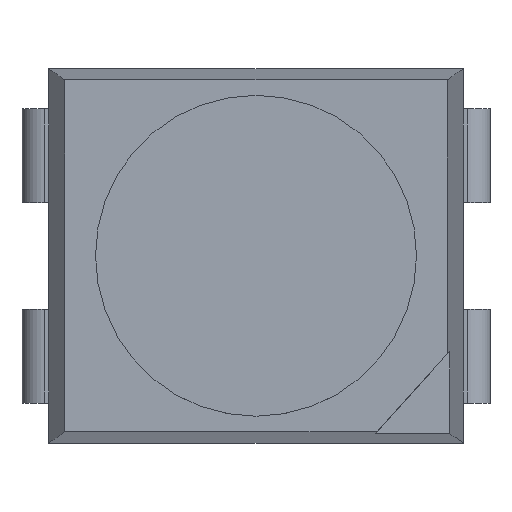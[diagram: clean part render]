
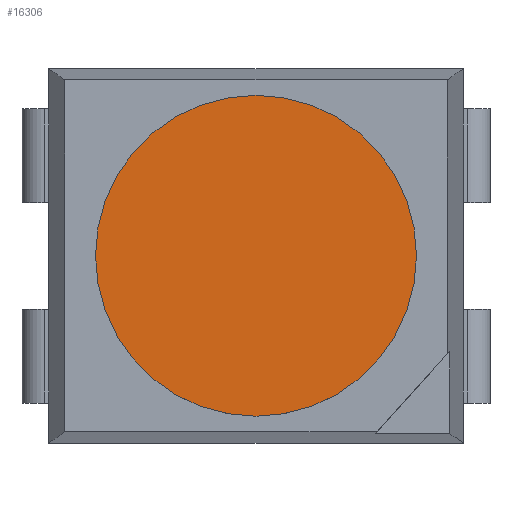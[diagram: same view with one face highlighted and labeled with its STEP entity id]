
A CAD part, top view. The second image highlights one B-rep face of the part: STEP entity #16306.
In plain terms, the highlighted planar face has unit normal (0, 0, 1).
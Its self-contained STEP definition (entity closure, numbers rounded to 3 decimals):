
#66 = EDGE_CURVE('',#67,#69,#71,.T.);
#67 = VERTEX_POINT('',#68);
#68 = CARTESIAN_POINT('',(1.2,0.,1.88));
#69 = VERTEX_POINT('',#70);
#70 = CARTESIAN_POINT('',(-1.2,0.,1.88));
#71 = SURFACE_CURVE('',#72,(#77,#89),.PCURVE_S1.);
#72 = CIRCLE('',#73,1.2);
#73 = AXIS2_PLACEMENT_3D('',#74,#75,#76);
#74 = CARTESIAN_POINT('',(0.,0.,1.88));
#75 = DIRECTION('',(0.,0.,1.));
#76 = DIRECTION('',(1.,0.,-0.));
#77 = PCURVE('',#78,#83);
#78 = CYLINDRICAL_SURFACE('',#79,1.2);
#79 = AXIS2_PLACEMENT_3D('',#80,#81,#82);
#80 = CARTESIAN_POINT('',(0.,0.,1.88));
#81 = DIRECTION('',(-0.,-0.,-1.));
#82 = DIRECTION('',(-1.,0.,0.));
#83 = DEFINITIONAL_REPRESENTATION('',(#84),#88);
#84 = LINE('',#85,#86);
#85 = CARTESIAN_POINT('',(3.142,0.));
#86 = VECTOR('',#87,1.);
#87 = DIRECTION('',(-1.,0.));
#88 = ( GEOMETRIC_REPRESENTATION_CONTEXT(2) 
PARAMETRIC_REPRESENTATION_CONTEXT() REPRESENTATION_CONTEXT('2D SPACE',''
  ) );
#89 = PCURVE('',#90,#95);
#90 = PLANE('',#91);
#91 = AXIS2_PLACEMENT_3D('',#92,#93,#94);
#92 = CARTESIAN_POINT('',(0.,0.,1.88));
#93 = DIRECTION('',(0.,0.,1.));
#94 = DIRECTION('',(1.,0.,-0.));
#95 = DEFINITIONAL_REPRESENTATION('',(#96),#100);
#96 = CIRCLE('',#97,1.2);
#97 = AXIS2_PLACEMENT_2D('',#98,#99);
#98 = CARTESIAN_POINT('',(0.,0.));
#99 = DIRECTION('',(1.,0.));
#100 = ( GEOMETRIC_REPRESENTATION_CONTEXT(2) 
PARAMETRIC_REPRESENTATION_CONTEXT() REPRESENTATION_CONTEXT('2D SPACE',''
  ) );
#118 = CYLINDRICAL_SURFACE('',#119,1.2);
#119 = AXIS2_PLACEMENT_3D('',#120,#121,#122);
#120 = CARTESIAN_POINT('',(0.,0.,1.88));
#121 = DIRECTION('',(-0.,-0.,-1.));
#122 = DIRECTION('',(-1.,0.,0.));
#16283 = EDGE_CURVE('',#69,#67,#16284,.T.);
#16284 = SURFACE_CURVE('',#16285,(#16290,#16297),.PCURVE_S1.);
#16285 = CIRCLE('',#16286,1.2);
#16286 = AXIS2_PLACEMENT_3D('',#16287,#16288,#16289);
#16287 = CARTESIAN_POINT('',(0.,0.,1.88));
#16288 = DIRECTION('',(0.,0.,1.));
#16289 = DIRECTION('',(1.,0.,-0.));
#16290 = PCURVE('',#118,#16291);
#16291 = DEFINITIONAL_REPRESENTATION('',(#16292),#16296);
#16292 = LINE('',#16293,#16294);
#16293 = CARTESIAN_POINT('',(9.425,0.));
#16294 = VECTOR('',#16295,1.);
#16295 = DIRECTION('',(-1.,0.));
#16296 = ( GEOMETRIC_REPRESENTATION_CONTEXT(2) 
PARAMETRIC_REPRESENTATION_CONTEXT() REPRESENTATION_CONTEXT('2D SPACE',''
  ) );
#16297 = PCURVE('',#90,#16298);
#16298 = DEFINITIONAL_REPRESENTATION('',(#16299),#16303);
#16299 = CIRCLE('',#16300,1.2);
#16300 = AXIS2_PLACEMENT_2D('',#16301,#16302);
#16301 = CARTESIAN_POINT('',(0.,0.));
#16302 = DIRECTION('',(1.,0.));
#16303 = ( GEOMETRIC_REPRESENTATION_CONTEXT(2) 
PARAMETRIC_REPRESENTATION_CONTEXT() REPRESENTATION_CONTEXT('2D SPACE',''
  ) );
#16306 = ADVANCED_FACE('',(#16307),#90,.T.);
#16307 = FACE_BOUND('',#16308,.T.);
#16308 = EDGE_LOOP('',(#16309,#16310));
#16309 = ORIENTED_EDGE('',*,*,#16283,.T.);
#16310 = ORIENTED_EDGE('',*,*,#66,.T.);
